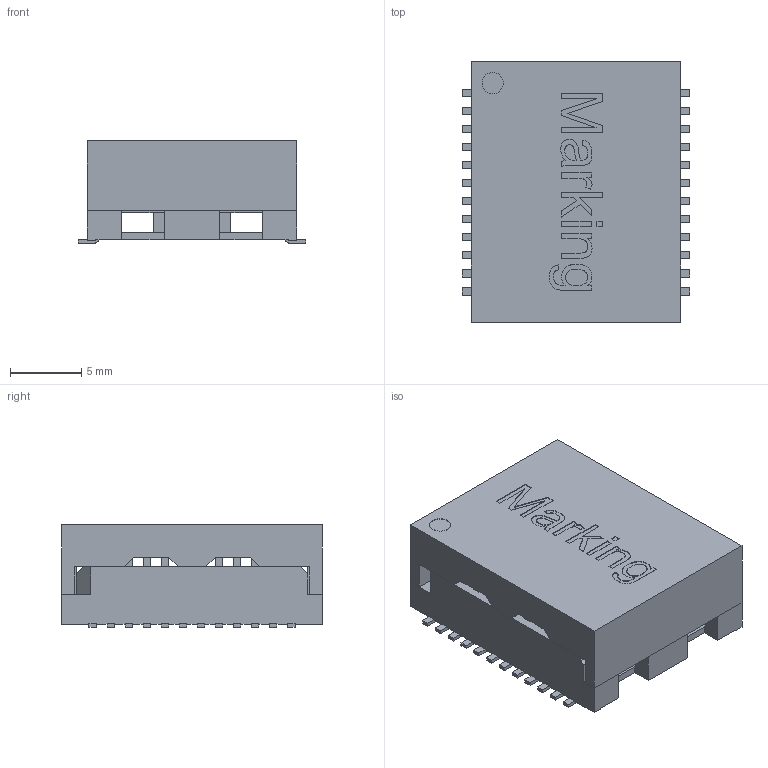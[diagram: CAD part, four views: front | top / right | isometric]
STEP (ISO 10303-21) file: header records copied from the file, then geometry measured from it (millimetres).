
FILE_DESCRIPTION(/* description */ ('Unknown'),/* implementation_level */ '2;1');
FILE_NAME(/* name */ 'T_Wurth_WE-LAN10G_749052011',/* time_stamp */ '2025-08-26T15:56:48+08:00',/* author */ ('Unknown'),/* organization */ ('Unknown'),/* preprocessor_version */ 'ST-DEVELOPER v19.4',/* originating_system */ 'Solid Edge',/* authorisation */ 'Unknown');
FILE_SCHEMA (('AUTOMOTIVE_DESIGN {1 0 10303 214 3 1 1}'));
Length unit declared in the file: millimetre
Products named in the file (2): T_Wurth_WE-LAN10G_749052011
Assembly tree (1 placements, depth 2):
  T_Wurth_WE-LAN10G_749052011
    T_Wurth_WE-LAN10G_749052011
Bounding box: 16 x 18.29 x 7.2 mm (x, y, z)
Volume: 1038.9 mm3; surface area: 2173.4 mm2
Topology: 26 solids, 26 shells, 635 faces, 1660 edges, 1056 vertices
Faces by surface type: plane 566, cylinder 54, bspline 15
Full cylindrical faces by diameter (mm): 1.5 x1
Entity records: 20913 total; most frequent: CARTESIAN_POINT 4382, ORIENTED_EDGE 3316, DIRECTION 2882, EDGE_CURVE 1658, LINE 1426, VECTOR 1426, VERTEX_POINT 1056, AXIS2_PLACEMENT_3D 728
